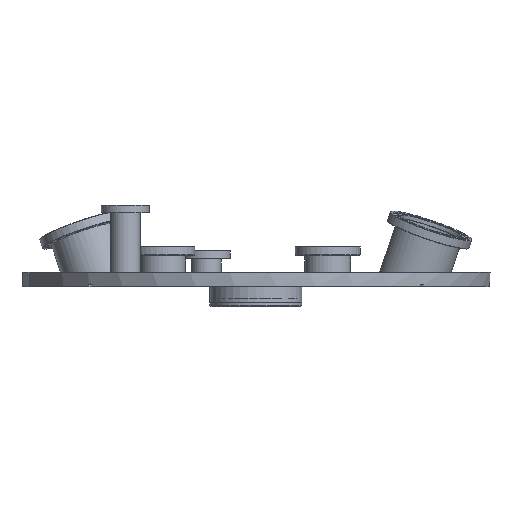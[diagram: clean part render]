
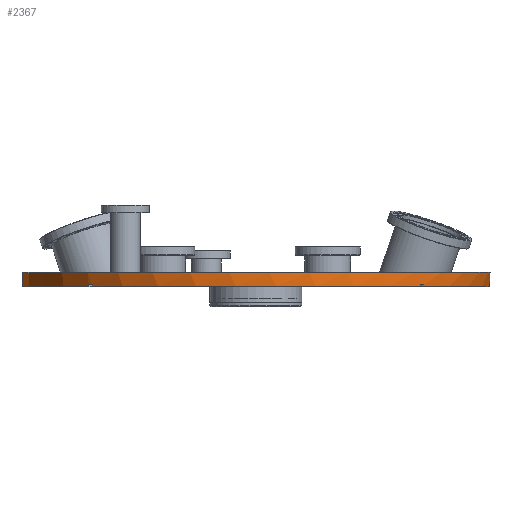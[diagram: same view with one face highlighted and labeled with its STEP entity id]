
A CAD part, front view. The second image highlights one B-rep face of the part: STEP entity #2367.
In plain terms, the highlighted cylindrical face has radius 550 mm (diameter 1100 mm), a full revolution.
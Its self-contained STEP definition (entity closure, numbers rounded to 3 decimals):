
#1966=CARTESIAN_POINT('',(-353.533,421.324,33.));
#1967=VERTEX_POINT('',#1966);
#1974=CARTESIAN_POINT('',(-354.299,420.681,34.0));
#1975=VERTEX_POINT('',#1974);
#1976=CARTESIAN_POINT('',(0.0,0.0,33.));
#1977=DIRECTION('',(-0.542,-0.455,-0.707));
#1978=DIRECTION('',(-0.542,-0.455,0.707));
#1979=AXIS2_PLACEMENT_3D('',#1976,#1977,#1978);
#1980=ELLIPSE('',#1979,777.817,550.0);
#1981=EDGE_CURVE('',#1975,#1967,#1980,.T.);
#2029=CARTESIAN_POINT('',(-352.767,421.967,34.0));
#2030=VERTEX_POINT('',#2029);
#2037=CARTESIAN_POINT('',(0.0,0.0,33.));
#2038=DIRECTION('',(0.542,0.455,-0.707));
#2039=DIRECTION('',(-0.542,-0.455,-0.707));
#2040=AXIS2_PLACEMENT_3D('',#2037,#2038,#2039);
#2041=ELLIPSE('',#2040,777.817,550.0);
#2042=EDGE_CURVE('',#1967,#2030,#2041,.T.);
#2201=CARTESIAN_POINT('',(0.0,0.0,34.0));
#2202=DIRECTION('',(0.0,0.0,1.0));
#2203=DIRECTION('',(-1.0,0.0,0.0));
#2204=AXIS2_PLACEMENT_3D('',#2201,#2202,#2203);
#2205=CIRCLE('',#2204,550.0);
#2206=EDGE_CURVE('',#1975,#2030,#2205,.T.);
#2219=CARTESIAN_POINT('',(0.0,0.0,0.0));
#2220=DIRECTION('',(0.0,0.0,1.0));
#2221=DIRECTION('',(-1.0,0.0,0.0));
#2222=AXIS2_PLACEMENT_3D('',#2219,#2220,#2221);
#2223=CYLINDRICAL_SURFACE('',#2222,550.0);
#2224=ORIENTED_EDGE('',*,*,#1981,.T.);
#2225=ORIENTED_EDGE('',*,*,#2042,.T.);
#2226=ORIENTED_EDGE('',*,*,#2206,.F.);
#2227=EDGE_LOOP('',(#2224,#2225,#2226));
#2228=FACE_OUTER_BOUND('',#2227,.T.);
#2229=CARTESIAN_POINT('',(385.357,392.428,5.0));
#2230=VERTEX_POINT('',#2229);
#2231=CARTESIAN_POINT('',(385.357,392.428,1.0));
#2232=VERTEX_POINT('',#2231);
#2233=CARTESIAN_POINT('',(385.357,392.428,5.0));
#2234=DIRECTION('',(0.0,0.0,-1.0));
#2235=VECTOR('',#2234,4.0);
#2236=LINE('',#2233,#2235);
#2237=EDGE_CURVE('',#2230,#2232,#2236,.T.);
#2238=ORIENTED_EDGE('',*,*,#2237,.T.);
#2239=CARTESIAN_POINT('',(-385.357,392.428,1.0));
#2240=VERTEX_POINT('',#2239);
#2241=CARTESIAN_POINT('',(0.0,0.0,1.0));
#2242=DIRECTION('',(0.0,0.0,-1.0));
#2243=DIRECTION('',(-1.0,0.0,0.0));
#2244=AXIS2_PLACEMENT_3D('',#2241,#2242,#2243);
#2245=CIRCLE('',#2244,550.0);
#2246=EDGE_CURVE('',#2240,#2232,#2245,.T.);
#2247=ORIENTED_EDGE('',*,*,#2246,.F.);
#2248=CARTESIAN_POINT('',(-385.357,392.428,5.0));
#2249=VERTEX_POINT('',#2248);
#2250=CARTESIAN_POINT('',(-385.357,392.428,1.0));
#2251=DIRECTION('',(0.0,0.0,1.0));
#2252=VECTOR('',#2251,4.0);
#2253=LINE('',#2250,#2252);
#2254=EDGE_CURVE('',#2240,#2249,#2253,.T.);
#2255=ORIENTED_EDGE('',*,*,#2254,.T.);
#2256=CARTESIAN_POINT('',(-392.428,385.357,5.0));
#2257=VERTEX_POINT('',#2256);
#2258=CARTESIAN_POINT('',(0.0,0.0,5.0));
#2259=DIRECTION('',(0.0,0.0,1.0));
#2260=DIRECTION('',(-1.0,0.0,0.0));
#2261=AXIS2_PLACEMENT_3D('',#2258,#2259,#2260);
#2262=CIRCLE('',#2261,550.0);
#2263=EDGE_CURVE('',#2249,#2257,#2262,.T.);
#2264=ORIENTED_EDGE('',*,*,#2263,.T.);
#2265=CARTESIAN_POINT('',(-392.428,385.357,1.0));
#2266=VERTEX_POINT('',#2265);
#2267=CARTESIAN_POINT('',(-392.428,385.357,5.0));
#2268=DIRECTION('',(0.0,0.0,-1.0));
#2269=VECTOR('',#2268,4.0);
#2270=LINE('',#2267,#2269);
#2271=EDGE_CURVE('',#2257,#2266,#2270,.T.);
#2272=ORIENTED_EDGE('',*,*,#2271,.T.);
#2273=CARTESIAN_POINT('',(-392.428,-385.357,1.0));
#2274=VERTEX_POINT('',#2273);
#2275=CARTESIAN_POINT('',(0.0,0.0,1.0));
#2276=DIRECTION('',(0.0,0.0,-1.0));
#2277=DIRECTION('',(-1.0,0.0,0.0));
#2278=AXIS2_PLACEMENT_3D('',#2275,#2276,#2277);
#2279=CIRCLE('',#2278,550.0);
#2280=EDGE_CURVE('',#2274,#2266,#2279,.T.);
#2281=ORIENTED_EDGE('',*,*,#2280,.F.);
#2282=CARTESIAN_POINT('',(-392.428,-385.357,5.0));
#2283=VERTEX_POINT('',#2282);
#2284=CARTESIAN_POINT('',(-392.428,-385.357,1.0));
#2285=DIRECTION('',(0.0,0.0,1.0));
#2286=VECTOR('',#2285,4.0);
#2287=LINE('',#2284,#2286);
#2288=EDGE_CURVE('',#2274,#2283,#2287,.T.);
#2289=ORIENTED_EDGE('',*,*,#2288,.T.);
#2290=CARTESIAN_POINT('',(-385.357,-392.428,5.0));
#2291=VERTEX_POINT('',#2290);
#2292=CARTESIAN_POINT('',(0.0,0.0,5.0));
#2293=DIRECTION('',(0.0,0.0,1.0));
#2294=DIRECTION('',(-1.0,0.0,0.0));
#2295=AXIS2_PLACEMENT_3D('',#2292,#2293,#2294);
#2296=CIRCLE('',#2295,550.0);
#2297=EDGE_CURVE('',#2283,#2291,#2296,.T.);
#2298=ORIENTED_EDGE('',*,*,#2297,.T.);
#2299=CARTESIAN_POINT('',(-385.357,-392.428,1.0));
#2300=VERTEX_POINT('',#2299);
#2301=CARTESIAN_POINT('',(-385.357,-392.428,5.0));
#2302=DIRECTION('',(0.0,0.0,-1.0));
#2303=VECTOR('',#2302,4.0);
#2304=LINE('',#2301,#2303);
#2305=EDGE_CURVE('',#2291,#2300,#2304,.T.);
#2306=ORIENTED_EDGE('',*,*,#2305,.T.);
#2307=CARTESIAN_POINT('',(385.357,-392.428,1.0));
#2308=VERTEX_POINT('',#2307);
#2309=CARTESIAN_POINT('',(0.0,0.0,1.0));
#2310=DIRECTION('',(0.0,0.0,-1.0));
#2311=DIRECTION('',(-1.0,0.0,0.0));
#2312=AXIS2_PLACEMENT_3D('',#2309,#2310,#2311);
#2313=CIRCLE('',#2312,550.0);
#2314=EDGE_CURVE('',#2308,#2300,#2313,.T.);
#2315=ORIENTED_EDGE('',*,*,#2314,.F.);
#2316=CARTESIAN_POINT('',(385.357,-392.428,5.0));
#2317=VERTEX_POINT('',#2316);
#2318=CARTESIAN_POINT('',(385.357,-392.428,1.0));
#2319=DIRECTION('',(0.0,0.0,1.0));
#2320=VECTOR('',#2319,4.0);
#2321=LINE('',#2318,#2320);
#2322=EDGE_CURVE('',#2308,#2317,#2321,.T.);
#2323=ORIENTED_EDGE('',*,*,#2322,.T.);
#2324=CARTESIAN_POINT('',(392.428,-385.357,5.0));
#2325=VERTEX_POINT('',#2324);
#2326=CARTESIAN_POINT('',(0.0,0.0,5.0));
#2327=DIRECTION('',(0.0,0.0,1.0));
#2328=DIRECTION('',(-1.0,0.0,0.0));
#2329=AXIS2_PLACEMENT_3D('',#2326,#2327,#2328);
#2330=CIRCLE('',#2329,550.0);
#2331=EDGE_CURVE('',#2317,#2325,#2330,.T.);
#2332=ORIENTED_EDGE('',*,*,#2331,.T.);
#2333=CARTESIAN_POINT('',(392.428,-385.357,1.0));
#2334=VERTEX_POINT('',#2333);
#2335=CARTESIAN_POINT('',(392.428,-385.357,5.0));
#2336=DIRECTION('',(0.0,0.0,-1.0));
#2337=VECTOR('',#2336,4.0);
#2338=LINE('',#2335,#2337);
#2339=EDGE_CURVE('',#2325,#2334,#2338,.T.);
#2340=ORIENTED_EDGE('',*,*,#2339,.T.);
#2341=CARTESIAN_POINT('',(392.428,385.357,1.0));
#2342=VERTEX_POINT('',#2341);
#2343=CARTESIAN_POINT('',(0.0,0.0,1.0));
#2344=DIRECTION('',(0.0,0.0,-1.0));
#2345=DIRECTION('',(-1.0,0.0,0.0));
#2346=AXIS2_PLACEMENT_3D('',#2343,#2344,#2345);
#2347=CIRCLE('',#2346,550.0);
#2348=EDGE_CURVE('',#2342,#2334,#2347,.T.);
#2349=ORIENTED_EDGE('',*,*,#2348,.F.);
#2350=CARTESIAN_POINT('',(392.428,385.357,5.0));
#2351=VERTEX_POINT('',#2350);
#2352=CARTESIAN_POINT('',(392.428,385.357,1.0));
#2353=DIRECTION('',(0.0,0.0,1.0));
#2354=VECTOR('',#2353,4.0);
#2355=LINE('',#2352,#2354);
#2356=EDGE_CURVE('',#2342,#2351,#2355,.T.);
#2357=ORIENTED_EDGE('',*,*,#2356,.T.);
#2358=CARTESIAN_POINT('',(0.0,0.0,5.0));
#2359=DIRECTION('',(0.0,0.0,1.0));
#2360=DIRECTION('',(-1.0,0.0,0.0));
#2361=AXIS2_PLACEMENT_3D('',#2358,#2359,#2360);
#2362=CIRCLE('',#2361,550.0);
#2363=EDGE_CURVE('',#2351,#2230,#2362,.T.);
#2364=ORIENTED_EDGE('',*,*,#2363,.T.);
#2365=EDGE_LOOP('',(#2238,#2247,#2255,#2264,#2272,#2281,#2289,#2298,#2306,#2315,#2323,#2332,#2340,#2349,#2357,#2364));
#2366=FACE_BOUND('',#2365,.T.);
#2367=ADVANCED_FACE('',(#2228,#2366),#2223,.T.);
